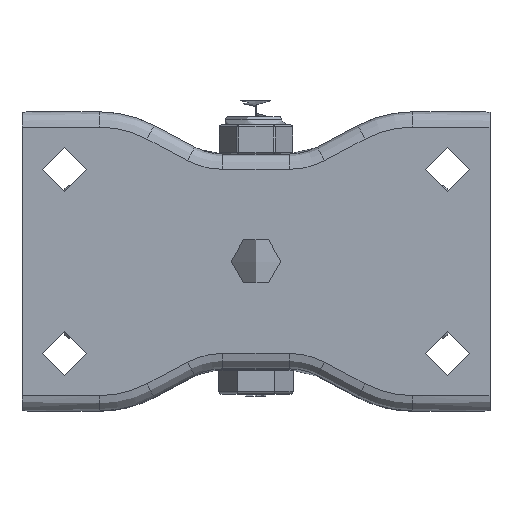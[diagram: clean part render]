
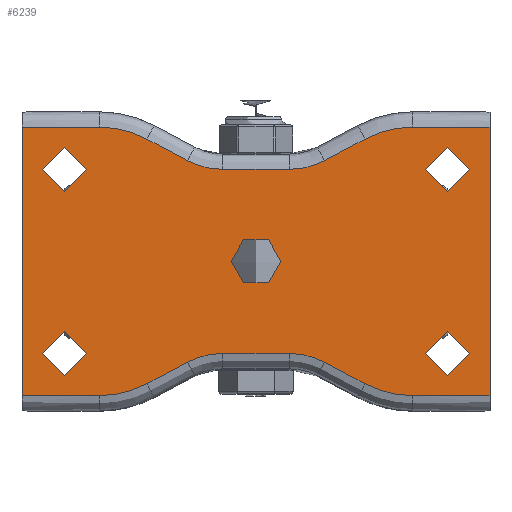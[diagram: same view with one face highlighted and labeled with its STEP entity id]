
A CAD part, top view. The second image highlights one B-rep face of the part: STEP entity #6239.
In plain terms, the highlighted planar face has unit normal (0, 0, 1).
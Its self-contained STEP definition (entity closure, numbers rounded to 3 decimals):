
#559=FACE_BOUND('',#1288,.T.);
#560=FACE_BOUND('',#1289,.T.);
#561=FACE_BOUND('',#1290,.T.);
#562=FACE_BOUND('',#1291,.T.);
#563=FACE_BOUND('',#1292,.T.);
#608=CIRCLE('',#6701,5.75);
#610=CIRCLE('',#6704,5.75);
#619=CIRCLE('',#6742,26.5);
#622=CIRCLE('',#6747,19.5);
#625=CIRCLE('',#6752,19.5);
#628=CIRCLE('',#6757,26.5);
#631=CIRCLE('',#6762,6.5);
#636=CIRCLE('',#6770,5.75);
#638=CIRCLE('',#6773,5.75);
#645=CIRCLE('',#6793,26.5);
#646=CIRCLE('',#6794,19.5);
#647=CIRCLE('',#6795,19.5);
#648=CIRCLE('',#6796,26.5);
#649=CIRCLE('',#6797,6.5);
#911=FACE_OUTER_BOUND('',#1287,.T.);
#1287=EDGE_LOOP('',(#4388,#4389,#4390,#4391,#4392,#4393,#4394,#4395,#4396,
#4397,#4398,#4399,#4400,#4401,#4402,#4403,#4404,#4405,#4406,#4407));
#1288=EDGE_LOOP('',(#4408,#4409));
#1289=EDGE_LOOP('',(#4410));
#1290=EDGE_LOOP('',(#4411));
#1291=EDGE_LOOP('',(#4412));
#1292=EDGE_LOOP('',(#4413));
#1705=LINE('',#9367,#2193);
#1706=LINE('',#9375,#2194);
#1707=LINE('',#9383,#2195);
#1708=LINE('',#9391,#2196);
#1709=LINE('',#9400,#2197);
#1721=LINE('',#9448,#2209);
#1737=LINE('',#9521,#2225);
#1738=LINE('',#9523,#2226);
#1739=LINE('',#9527,#2227);
#1740=LINE('',#9531,#2228);
#1741=LINE('',#9535,#2229);
#1742=LINE('',#9538,#2230);
#2193=VECTOR('',#7514,10.);
#2194=VECTOR('',#7525,10.);
#2195=VECTOR('',#7536,10.);
#2196=VECTOR('',#7547,10.);
#2197=VECTOR('',#7560,10.);
#2209=VECTOR('',#7606,1.);
#2225=VECTOR('',#7652,1.);
#2226=VECTOR('',#7653,10.);
#2227=VECTOR('',#7656,10.);
#2228=VECTOR('',#7659,10.);
#2229=VECTOR('',#7662,10.);
#2230=VECTOR('',#7665,10.);
#2651=VERTEX_POINT('',#9230);
#2653=VERTEX_POINT('',#9236);
#2683=VERTEX_POINT('',#9364);
#2684=VERTEX_POINT('',#9366);
#2685=VERTEX_POINT('',#9370);
#2686=VERTEX_POINT('',#9374);
#2687=VERTEX_POINT('',#9378);
#2688=VERTEX_POINT('',#9382);
#2689=VERTEX_POINT('',#9386);
#2690=VERTEX_POINT('',#9390);
#2691=VERTEX_POINT('',#9394);
#2692=VERTEX_POINT('',#9398);
#2694=VERTEX_POINT('',#9403);
#2695=VERTEX_POINT('',#9405);
#2706=VERTEX_POINT('',#9431);
#2708=VERTEX_POINT('',#9437);
#2711=VERTEX_POINT('',#9447);
#2729=VERTEX_POINT('',#9520);
#2730=VERTEX_POINT('',#9522);
#2731=VERTEX_POINT('',#9524);
#2732=VERTEX_POINT('',#9526);
#2733=VERTEX_POINT('',#9528);
#2734=VERTEX_POINT('',#9530);
#2735=VERTEX_POINT('',#9532);
#2736=VERTEX_POINT('',#9534);
#2737=VERTEX_POINT('',#9536);
#3241=EDGE_CURVE('',#2651,#2651,#608,.T.);
#3244=EDGE_CURVE('',#2653,#2653,#610,.T.);
#3295=EDGE_CURVE('',#2684,#2683,#1705,.T.);
#3297=EDGE_CURVE('',#2685,#2684,#619,.T.);
#3299=EDGE_CURVE('',#2686,#2685,#1706,.T.);
#3301=EDGE_CURVE('',#2687,#2686,#622,.T.);
#3303=EDGE_CURVE('',#2688,#2687,#1707,.T.);
#3305=EDGE_CURVE('',#2689,#2688,#625,.T.);
#3307=EDGE_CURVE('',#2690,#2689,#1708,.T.);
#3309=EDGE_CURVE('',#2691,#2690,#628,.T.);
#3312=EDGE_CURVE('',#2692,#2691,#1709,.T.);
#3314=EDGE_CURVE('',#2694,#2695,#631,.T.);
#3327=EDGE_CURVE('',#2706,#2706,#636,.T.);
#3330=EDGE_CURVE('',#2708,#2708,#638,.T.);
#3334=EDGE_CURVE('',#2711,#2692,#1721,.T.);
#3361=EDGE_CURVE('',#2683,#2729,#1737,.T.);
#3362=EDGE_CURVE('',#2730,#2729,#1738,.T.);
#3363=EDGE_CURVE('',#2731,#2730,#645,.T.);
#3364=EDGE_CURVE('',#2732,#2731,#1739,.T.);
#3365=EDGE_CURVE('',#2733,#2732,#646,.T.);
#3366=EDGE_CURVE('',#2734,#2733,#1740,.T.);
#3367=EDGE_CURVE('',#2735,#2734,#647,.T.);
#3368=EDGE_CURVE('',#2736,#2735,#1741,.T.);
#3369=EDGE_CURVE('',#2737,#2736,#648,.T.);
#3370=EDGE_CURVE('',#2711,#2737,#1742,.T.);
#3371=EDGE_CURVE('',#2694,#2695,#649,.T.);
#4388=ORIENTED_EDGE('',*,*,#3334,.T.);
#4389=ORIENTED_EDGE('',*,*,#3312,.T.);
#4390=ORIENTED_EDGE('',*,*,#3309,.T.);
#4391=ORIENTED_EDGE('',*,*,#3307,.T.);
#4392=ORIENTED_EDGE('',*,*,#3305,.T.);
#4393=ORIENTED_EDGE('',*,*,#3303,.T.);
#4394=ORIENTED_EDGE('',*,*,#3301,.T.);
#4395=ORIENTED_EDGE('',*,*,#3299,.T.);
#4396=ORIENTED_EDGE('',*,*,#3297,.T.);
#4397=ORIENTED_EDGE('',*,*,#3295,.T.);
#4398=ORIENTED_EDGE('',*,*,#3361,.T.);
#4399=ORIENTED_EDGE('',*,*,#3362,.F.);
#4400=ORIENTED_EDGE('',*,*,#3363,.F.);
#4401=ORIENTED_EDGE('',*,*,#3364,.F.);
#4402=ORIENTED_EDGE('',*,*,#3365,.F.);
#4403=ORIENTED_EDGE('',*,*,#3366,.F.);
#4404=ORIENTED_EDGE('',*,*,#3367,.F.);
#4405=ORIENTED_EDGE('',*,*,#3368,.F.);
#4406=ORIENTED_EDGE('',*,*,#3369,.F.);
#4407=ORIENTED_EDGE('',*,*,#3370,.F.);
#4408=ORIENTED_EDGE('',*,*,#3371,.T.);
#4409=ORIENTED_EDGE('',*,*,#3314,.F.);
#4410=ORIENTED_EDGE('',*,*,#3244,.F.);
#4411=ORIENTED_EDGE('',*,*,#3241,.F.);
#4412=ORIENTED_EDGE('',*,*,#3327,.T.);
#4413=ORIENTED_EDGE('',*,*,#3330,.T.);
#6047=PLANE('',#6792);
#6239=ADVANCED_FACE('',(#911,#559,#560,#561,#562,#563),#6047,.F.);
#6701=AXIS2_PLACEMENT_3D('',#9232,#7405,#7406);
#6704=AXIS2_PLACEMENT_3D('',#9238,#7412,#7413);
#6742=AXIS2_PLACEMENT_3D('',#9371,#7519,#7520);
#6747=AXIS2_PLACEMENT_3D('',#9379,#7530,#7531);
#6752=AXIS2_PLACEMENT_3D('',#9387,#7541,#7542);
#6757=AXIS2_PLACEMENT_3D('',#9395,#7552,#7553);
#6762=AXIS2_PLACEMENT_3D('',#9406,#7564,#7565);
#6770=AXIS2_PLACEMENT_3D('',#9433,#7588,#7589);
#6773=AXIS2_PLACEMENT_3D('',#9439,#7595,#7596);
#6792=AXIS2_PLACEMENT_3D('',#9519,#7650,#7651);
#6793=AXIS2_PLACEMENT_3D('',#9525,#7654,#7655);
#6794=AXIS2_PLACEMENT_3D('',#9529,#7657,#7658);
#6795=AXIS2_PLACEMENT_3D('',#9533,#7660,#7661);
#6796=AXIS2_PLACEMENT_3D('',#9537,#7663,#7664);
#6797=AXIS2_PLACEMENT_3D('',#9539,#7666,#7667);
#7405=DIRECTION('center_axis',(0.,0.,1.));
#7406=DIRECTION('ref_axis',(1.,0.,0.));
#7412=DIRECTION('center_axis',(0.,0.,1.));
#7413=DIRECTION('ref_axis',(1.,0.,0.));
#7514=DIRECTION('',(-1.,0.,0.));
#7519=DIRECTION('center_axis',(0.,0.,1.));
#7520=DIRECTION('ref_axis',(0.242,0.97,0.));
#7525=DIRECTION('',(-0.883,0.469,0.));
#7530=DIRECTION('center_axis',(0.,0.,-1.));
#7531=DIRECTION('ref_axis',(-0.242,-0.97,0.));
#7536=DIRECTION('',(-1.,0.,0.));
#7541=DIRECTION('center_axis',(0.,0.,-1.));
#7542=DIRECTION('ref_axis',(0.242,-0.97,0.));
#7547=DIRECTION('',(-0.883,-0.469,0.));
#7552=DIRECTION('center_axis',(0.,0.,1.));
#7553=DIRECTION('ref_axis',(-0.242,0.97,0.));
#7560=DIRECTION('',(-1.,0.,0.));
#7564=DIRECTION('center_axis',(0.,0.,1.));
#7565=DIRECTION('ref_axis',(-1.,0.,0.));
#7588=DIRECTION('center_axis',(0.,0.,-1.));
#7589=DIRECTION('ref_axis',(1.,0.,0.));
#7595=DIRECTION('center_axis',(0.,0.,-1.));
#7596=DIRECTION('ref_axis',(1.,0.,0.));
#7606=DIRECTION('',(0.,1.,0.));
#7650=DIRECTION('center_axis',(0.,0.,-1.));
#7651=DIRECTION('ref_axis',(0.,-1.,0.));
#7652=DIRECTION('',(0.,-1.,0.));
#7653=DIRECTION('',(-1.,0.,0.));
#7654=DIRECTION('center_axis',(0.,0.,-1.));
#7655=DIRECTION('ref_axis',(0.242,-0.97,0.));
#7656=DIRECTION('',(-0.883,-0.469,0.));
#7657=DIRECTION('center_axis',(0.,0.,1.));
#7658=DIRECTION('ref_axis',(-0.242,0.97,0.));
#7659=DIRECTION('',(-1.,0.,0.));
#7660=DIRECTION('center_axis',(0.,0.,1.));
#7661=DIRECTION('ref_axis',(0.242,0.97,0.));
#7662=DIRECTION('',(-0.883,0.469,0.));
#7663=DIRECTION('center_axis',(0.,0.,-1.));
#7664=DIRECTION('ref_axis',(-0.242,-0.97,0.));
#7665=DIRECTION('',(-1.,0.,0.));
#7666=DIRECTION('center_axis',(0.,0.,-1.));
#7667=DIRECTION('ref_axis',(-1.,0.,0.));
#9230=CARTESIAN_POINT('',(536.794,-26.195,0.));
#9232=CARTESIAN_POINT('Origin',(531.044,-26.195,0.));
#9236=CARTESIAN_POINT('',(436.794,-26.195,0.));
#9238=CARTESIAN_POINT('Origin',(431.044,-26.195,0.));
#9364=CARTESIAN_POINT('',(420.044,-15.195,0.));
#9366=CARTESIAN_POINT('',(440.167,-15.195,0.));
#9367=CARTESIAN_POINT('',(440.167,-15.195,0.));
#9370=CARTESIAN_POINT('',(452.608,-18.297,0.));
#9371=CARTESIAN_POINT('Origin',(440.167,-41.695,0.));
#9374=CARTESIAN_POINT('',(463.169,-23.913,0.));
#9375=CARTESIAN_POINT('',(456.243,-20.23,0.));
#9378=CARTESIAN_POINT('',(472.324,-26.195,0.));
#9379=CARTESIAN_POINT('Origin',(472.324,-6.695,0.));
#9382=CARTESIAN_POINT('',(489.763,-26.195,0.));
#9383=CARTESIAN_POINT('',(460.605,-26.195,0.));
#9386=CARTESIAN_POINT('',(498.918,-23.913,0.));
#9387=CARTESIAN_POINT('Origin',(489.763,-6.695,0.));
#9390=CARTESIAN_POINT('',(509.479,-18.297,0.));
#9391=CARTESIAN_POINT('',(477.612,-35.241,0.));
#9394=CARTESIAN_POINT('',(521.92,-15.195,0.));
#9395=CARTESIAN_POINT('Origin',(521.92,-41.695,0.));
#9398=CARTESIAN_POINT('',(542.044,-15.195,0.));
#9400=CARTESIAN_POINT('',(440.167,-15.195,0.));
#9403=CARTESIAN_POINT('',(487.544,-50.195,0.));
#9405=CARTESIAN_POINT('',(474.544,-50.195,0.));
#9406=CARTESIAN_POINT('Origin',(481.044,-50.195,0.));
#9431=CARTESIAN_POINT('',(536.794,-74.195,0.));
#9433=CARTESIAN_POINT('Origin',(531.044,-74.195,0.));
#9437=CARTESIAN_POINT('',(436.794,-74.195,0.));
#9439=CARTESIAN_POINT('Origin',(431.044,-74.195,0.));
#9447=CARTESIAN_POINT('',(542.044,-85.195,0.));
#9448=CARTESIAN_POINT('',(542.044,-85.695,0.));
#9519=CARTESIAN_POINT('Origin',(440.167,-58.695,0.));
#9520=CARTESIAN_POINT('',(420.044,-85.195,0.));
#9521=CARTESIAN_POINT('',(420.044,-50.195,0.));
#9522=CARTESIAN_POINT('',(440.167,-85.195,0.));
#9523=CARTESIAN_POINT('',(440.167,-85.195,0.));
#9524=CARTESIAN_POINT('',(452.608,-82.093,0.));
#9525=CARTESIAN_POINT('Origin',(440.167,-58.695,0.));
#9526=CARTESIAN_POINT('',(463.169,-76.478,0.));
#9527=CARTESIAN_POINT('',(456.243,-80.16,0.));
#9528=CARTESIAN_POINT('',(472.324,-74.195,0.));
#9529=CARTESIAN_POINT('Origin',(472.324,-93.695,0.));
#9530=CARTESIAN_POINT('',(489.763,-74.195,0.));
#9531=CARTESIAN_POINT('',(460.605,-74.195,0.));
#9532=CARTESIAN_POINT('',(498.918,-76.478,0.));
#9533=CARTESIAN_POINT('Origin',(489.763,-93.695,0.));
#9534=CARTESIAN_POINT('',(509.479,-82.093,0.));
#9535=CARTESIAN_POINT('',(477.612,-65.149,0.));
#9536=CARTESIAN_POINT('',(521.92,-85.195,0.));
#9537=CARTESIAN_POINT('Origin',(521.92,-58.695,0.));
#9538=CARTESIAN_POINT('',(440.167,-85.195,0.));
#9539=CARTESIAN_POINT('Origin',(481.044,-50.195,0.));
